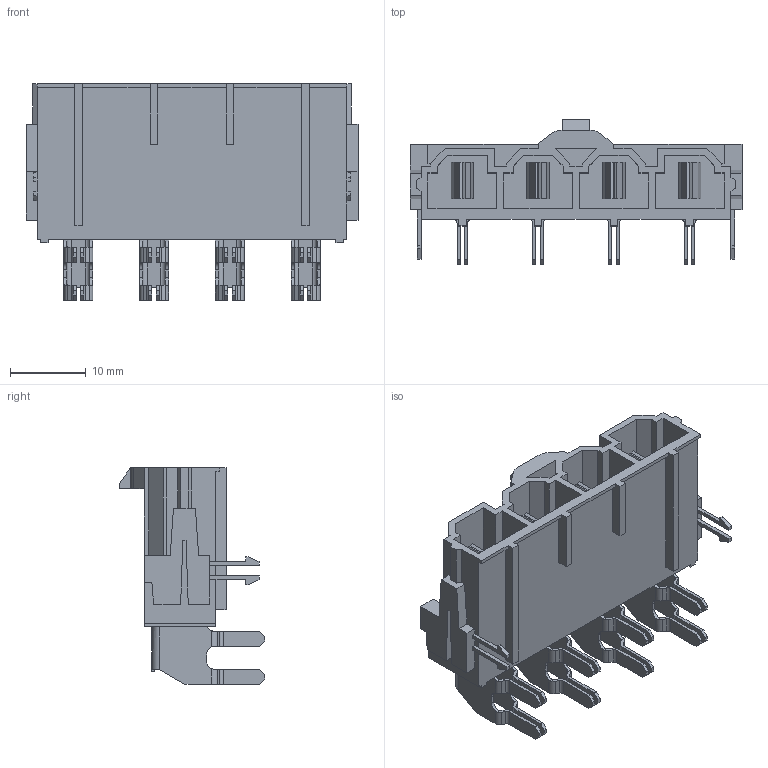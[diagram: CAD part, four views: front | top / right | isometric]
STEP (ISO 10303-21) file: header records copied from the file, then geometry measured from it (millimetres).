
FILE_DESCRIPTION((''),'2;1');
FILE_NAME('428204223','2021-05-06T',('gga'),(''),'PRO/ENGINEER BY PARAMETRIC TECHNOLOGY CORPORATION, 2016010','PRO/ENGINEER BY PARAMETRIC TECHNOLOGY CORPORATION, 2016010','');
FILE_SCHEMA(('CONFIG_CONTROL_DESIGN'));
Length unit declared in the file: millimetre
Products named in the file (1): 428204223
Bounding box: 43.82 x 19.2 x 28.59 mm (x, y, z)
Volume: 5478.8 mm3; surface area: 7265.1 mm2
Topology: 1 solids, 1 shells, 563 faces, 1651 edges, 1103 vertices
Faces by surface type: plane 457, cylinder 106
Entity records: 18800 total; most frequent: CARTESIAN_POINT 3696, ORIENTED_EDGE 3262, DIRECTION 2947, EDGE_CURVE 1631, VECTOR 1355, LINE 1355, VERTEX_POINT 1083, AXIS2_PLACEMENT_3D 796
